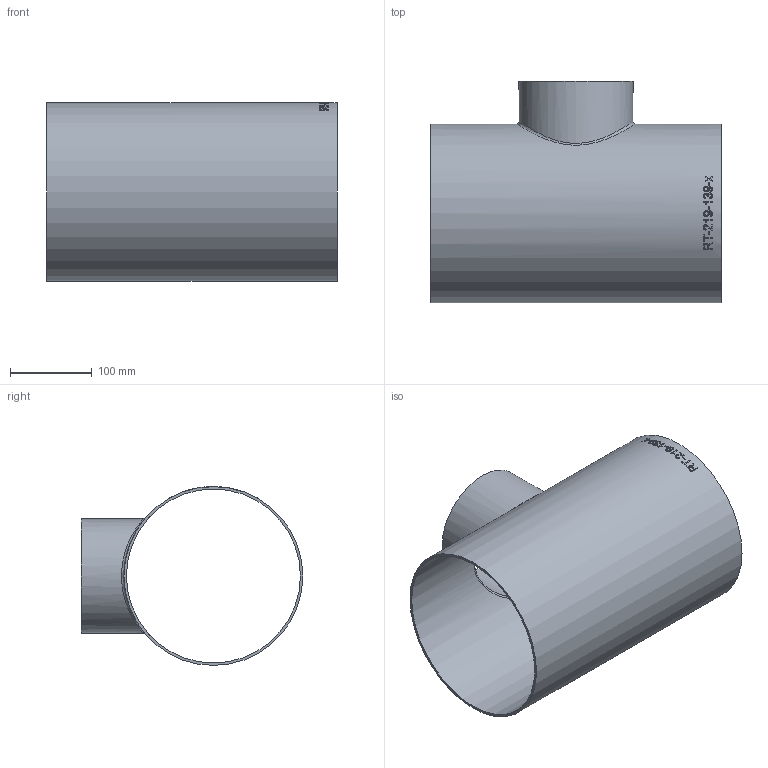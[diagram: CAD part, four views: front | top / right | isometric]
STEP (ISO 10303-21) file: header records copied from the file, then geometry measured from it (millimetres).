
FILE_DESCRIPTION (( 'STEP AP214' ), '1' );
FILE_NAME ('RT-219-139-x T-Stück Ø219,1x3,0-Ø139,7x2,6 BL356 1910.STEP', '2019-10-18T09:54:47', ( '' ), ( '' ), 'SwSTEP 2.0', 'SolidWorks 2016', '' );
FILE_SCHEMA (( 'AUTOMOTIVE_DESIGN' ));
Length unit declared in the file: millimetre
Products named in the file (1): RT-219-139-x T-Stück Ø219,1x3,0-Ø139,7x2,6 BL356 1910
Bounding box: 356 x 271.55 x 219.1 mm (x, y, z)
Volume: 752787.8 mm3; surface area: 513405.4 mm2
Topology: 1 solids, 1 shells, 151 faces, 400 edges, 266 vertices
Faces by surface type: bspline 82, plane 49, cylinder 20
Full cylindrical faces by diameter (mm): 134.5 x1, 139.7 x1, 213.1 x1, 219.1 x1
Entity records: 23892 total; most frequent: CARTESIAN_POINT 19343, ORIENTED_EDGE 776, EDGE_CURVE 388, DIRECTION 328, VERTEX_POINT 262, B_SPLINE_CURVE_WITH_KNOTS 256, EDGE_LOOP 176, FACE_OUTER_BOUND 156
